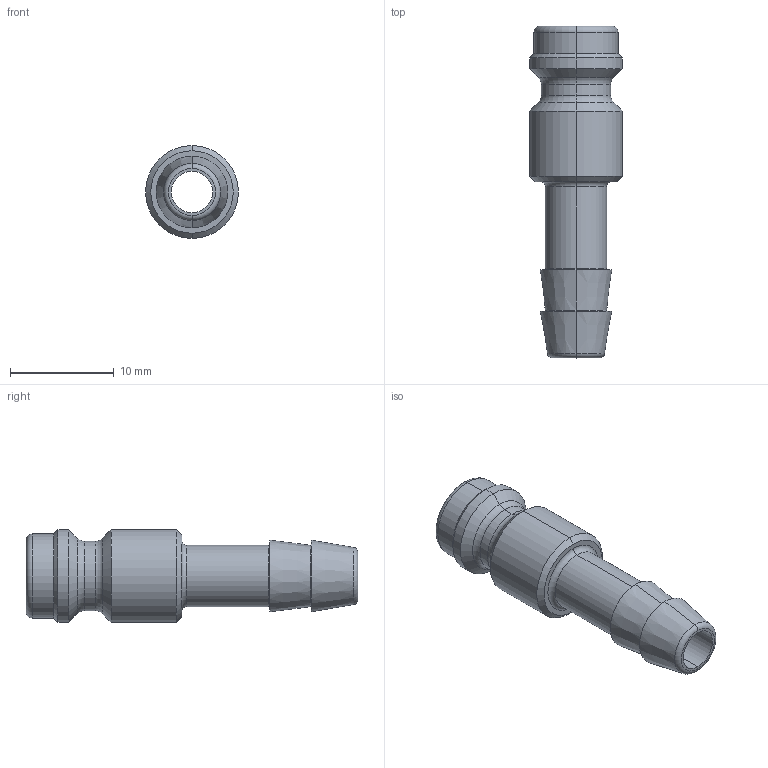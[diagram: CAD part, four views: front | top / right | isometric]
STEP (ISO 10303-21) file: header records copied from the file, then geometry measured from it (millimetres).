
FILE_DESCRIPTION (( 'STEP AP203' ), '1' );
FILE_NAME ('07211240.STEP', '2011-07-13T15:31:13', ( 'SP' ), ( 'sopra-pneumatic' ), 'SwSTEP 2.0', 'SolidWorks 2011', '' );
FILE_SCHEMA (( 'CONFIG_CONTROL_DESIGN' ));
Length unit declared in the file: millimetre
Products named in the file (1): 07211240
Bounding box: 8.95 x 32 x 8.95 mm (x, y, z)
Volume: 821.2 mm3; surface area: 1262.9 mm2
Topology: 1 solids, 1 shells, 51 faces, 102 edges, 56 vertices
Faces by surface type: torus 16, cone 16, cylinder 14, plane 5
Entity records: 1401 total; most frequent: DIRECTION 278, CARTESIAN_POINT 210, ORIENTED_EDGE 204, AXIS2_PLACEMENT_3D 124, EDGE_CURVE 102, CIRCLE 72, EDGE_LOOP 56, VERTEX_POINT 56
